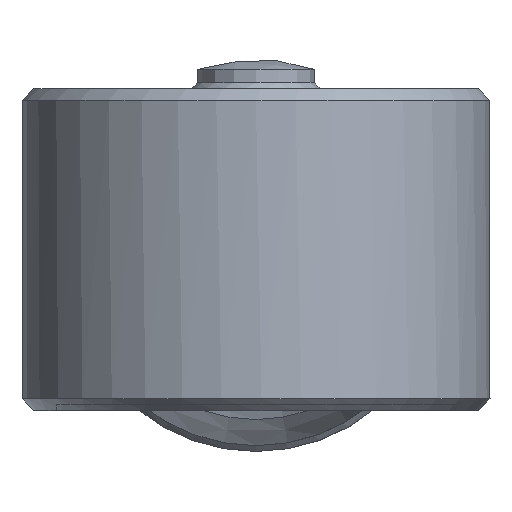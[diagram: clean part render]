
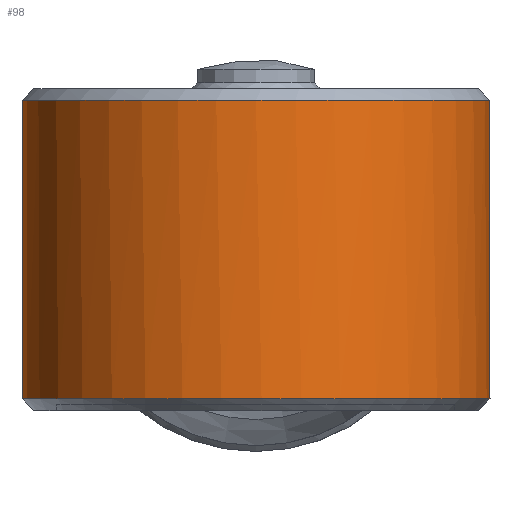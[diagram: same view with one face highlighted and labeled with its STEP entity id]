
A CAD part, left-side view. The second image highlights one B-rep face of the part: STEP entity #98.
In plain terms, the highlighted cylindrical face has radius 4 mm (diameter 8 mm), a partial arc.
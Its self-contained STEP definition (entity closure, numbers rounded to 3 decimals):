
#98 = ADVANCED_FACE( '', ( #263 ), #264, .T. );
#263 = FACE_OUTER_BOUND( '', #530, .T. );
#264 = CYLINDRICAL_SURFACE( '', #531, 4. );
#530 = EDGE_LOOP( '', ( #791, #792, #793, #794 ) );
#531 = AXIS2_PLACEMENT_3D( '', #795, #796, #797 );
#791 = ORIENTED_EDGE( '', *, *, #1363, .F. );
#792 = ORIENTED_EDGE( '', *, *, #1364, .T. );
#793 = ORIENTED_EDGE( '', *, *, #1365, .F. );
#794 = ORIENTED_EDGE( '', *, *, #1366, .F. );
#795 = CARTESIAN_POINT( '', ( 0., 0., -0.2 ) );
#796 = DIRECTION( '', ( 0., 0., -1. ) );
#797 = DIRECTION( '', ( 0., -1., 0. ) );
#1363 = EDGE_CURVE( '', #1575, #1576, #1577, .F. );
#1364 = EDGE_CURVE( '', #1575, #1578, #1579, .T. );
#1365 = EDGE_CURVE( '', #1580, #1578, #1581, .F. );
#1366 = EDGE_CURVE( '', #1576, #1580, #1582, .T. );
#1575 = VERTEX_POINT( '', #1891 );
#1576 = VERTEX_POINT( '', #1892 );
#1577 = CIRCLE( '', #1893, 4. );
#1578 = VERTEX_POINT( '', #1894 );
#1579 = LINE( '', #1895, #1896 );
#1580 = VERTEX_POINT( '', #1897 );
#1581 = CIRCLE( '', #1898, 4. );
#1582 = LINE( '', #1899, #1900 );
#1891 = CARTESIAN_POINT( '', ( 3.329, -2.218, 1. ) );
#1892 = CARTESIAN_POINT( '', ( 3.329, 2.218, 1. ) );
#1893 = AXIS2_PLACEMENT_3D( '', #2475, #2476, #2477 );
#1894 = CARTESIAN_POINT( '', ( 3.329, -2.218, 6.1 ) );
#1895 = CARTESIAN_POINT( '', ( 3.329, -2.218, -0.2 ) );
#1896 = VECTOR( '', #2478, 1000. );
#1897 = CARTESIAN_POINT( '', ( 3.329, 2.218, 6.1 ) );
#1898 = AXIS2_PLACEMENT_3D( '', #2479, #2480, #2481 );
#1899 = CARTESIAN_POINT( '', ( 3.329, 2.218, -0.2 ) );
#1900 = VECTOR( '', #2482, 1000. );
#2475 = CARTESIAN_POINT( '', ( 0., 0., 1. ) );
#2476 = DIRECTION( '', ( 0., 0., 1. ) );
#2477 = DIRECTION( '', ( 0., -1., 0. ) );
#2478 = DIRECTION( '', ( 0., 0., 1. ) );
#2479 = CARTESIAN_POINT( '', ( 0., 0., 6.1 ) );
#2480 = DIRECTION( '', ( 0., 0., -1. ) );
#2481 = DIRECTION( '', ( 0., 1., 0. ) );
#2482 = DIRECTION( '', ( 0., 0., 1. ) );
